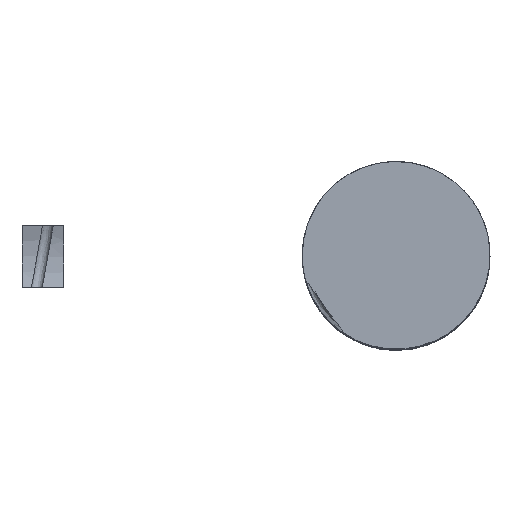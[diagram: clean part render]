
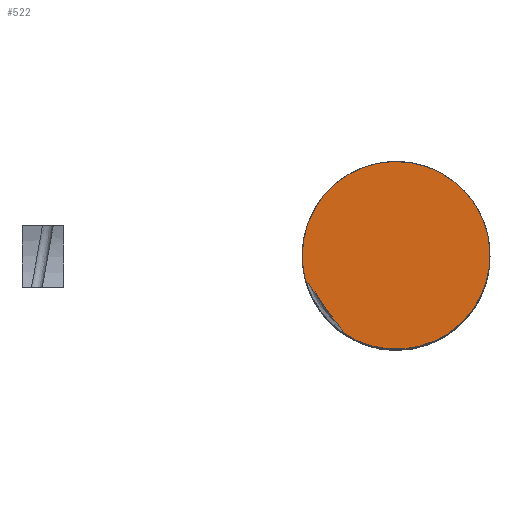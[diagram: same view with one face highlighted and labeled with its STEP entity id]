
A CAD part, top view. The second image highlights one B-rep face of the part: STEP entity #522.
In plain terms, the highlighted planar face has unit normal (0, 0, 1).
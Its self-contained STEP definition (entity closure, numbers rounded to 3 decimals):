
#29=PLANE('',#582);
#58=FACE_OUTER_BOUND('',#90,.T.);
#90=EDGE_LOOP('',(#446,#447,#448));
#104=CIRCLE('',#558,45.15);
#114=CIRCLE('',#580,45.15);
#134=B_SPLINE_CURVE_WITH_KNOTS('',3,(#1833,#1834,#1835,#1836,#1837,#1838,
#1839,#1840,#1841,#1842,#1843,#1844,#1845,#1846,#1847,#1848,#1849,#1850,
#1851,#1852,#1853,#1854,#1855,#1856,#1857,#1858),.UNSPECIFIED.,.F.,.F.,
(4,2,2,2,2,2,2,2,2,2,2,2,4),(0.602,0.609,0.631,
0.664,0.729,0.894,1.297,
1.724,2.041,2.173,2.216,2.245,
2.246),.UNSPECIFIED.);
#231=VERTEX_POINT('',#1186);
#233=VERTEX_POINT('',#1189);
#235=VERTEX_POINT('',#1832);
#289=EDGE_CURVE('',#233,#231,#104,.T.);
#296=EDGE_CURVE('',#235,#233,#134,.T.);
#314=EDGE_CURVE('',#231,#235,#114,.T.);
#446=ORIENTED_EDGE('',*,*,#296,.T.);
#447=ORIENTED_EDGE('',*,*,#289,.T.);
#448=ORIENTED_EDGE('',*,*,#314,.T.);
#522=ADVANCED_FACE('',(#58),#29,.T.);
#558=AXIS2_PLACEMENT_3D('',#1190,#629,#630);
#580=AXIS2_PLACEMENT_3D('',#1943,#681,#682);
#582=AXIS2_PLACEMENT_3D('',#1945,#685,#686);
#629=DIRECTION('center_axis',(0.,0.,1.));
#630=DIRECTION('ref_axis',(1.,0.,0.));
#681=DIRECTION('center_axis',(0.,0.,1.));
#682=DIRECTION('ref_axis',(1.,0.,0.));
#685=DIRECTION('center_axis',(0.,0.,1.));
#686=DIRECTION('ref_axis',(-1.,0.,0.));
#1186=CARTESIAN_POINT('',(-45.15,0.,350.));
#1189=CARTESIAN_POINT('',(-26.077,-36.858,350.));
#1190=CARTESIAN_POINT('Origin',(0.,0.,350.));
#1832=CARTESIAN_POINT('',(-43.11,-13.412,350.));
#1833=CARTESIAN_POINT('Ctrl Pts',(-43.112,-13.411,350.));
#1834=CARTESIAN_POINT('Ctrl Pts',(-43.093,-13.406,350.));
#1835=CARTESIAN_POINT('Ctrl Pts',(-43.074,-13.401,350.));
#1836=CARTESIAN_POINT('Ctrl Pts',(-42.991,-13.386,350.));
#1837=CARTESIAN_POINT('Ctrl Pts',(-42.927,-13.389,350.));
#1838=CARTESIAN_POINT('Ctrl Pts',(-42.769,-13.417,350.));
#1839=CARTESIAN_POINT('Ctrl Pts',(-42.677,-13.455,350.));
#1840=CARTESIAN_POINT('Ctrl Pts',(-42.424,-13.591,350.));
#1841=CARTESIAN_POINT('Ctrl Pts',(-42.253,-13.73,350.));
#1842=CARTESIAN_POINT('Ctrl Pts',(-41.69,-14.266,350.));
#1843=CARTESIAN_POINT('Ctrl Pts',(-41.235,-14.853,350.));
#1844=CARTESIAN_POINT('Ctrl Pts',(-39.492,-17.357,350.));
#1845=CARTESIAN_POINT('Ctrl Pts',(-37.925,-20.012,350.));
#1846=CARTESIAN_POINT('Ctrl Pts',(-33.216,-26.784,350.));
#1847=CARTESIAN_POINT('Ctrl Pts',(-31.04,-29.43,350.));
#1848=CARTESIAN_POINT('Ctrl Pts',(-28.052,-33.074,350.));
#1849=CARTESIAN_POINT('Ctrl Pts',(-27.017,-34.344,350.));
#1850=CARTESIAN_POINT('Ctrl Pts',(-26.213,-35.699,350.));
#1851=CARTESIAN_POINT('Ctrl Pts',(-26.043,-36.068,350.));
#1852=CARTESIAN_POINT('Ctrl Pts',(-25.981,-36.467,350.));
#1853=CARTESIAN_POINT('Ctrl Pts',(-25.977,-36.571,350.));
#1854=CARTESIAN_POINT('Ctrl Pts',(-26.011,-36.735,350.));
#1855=CARTESIAN_POINT('Ctrl Pts',(-26.035,-36.796,350.));
#1856=CARTESIAN_POINT('Ctrl Pts',(-26.074,-36.854,350.));
#1857=CARTESIAN_POINT('Ctrl Pts',(-26.076,-36.856,350.));
#1858=CARTESIAN_POINT('Ctrl Pts',(-26.077,-36.858,350.));
#1943=CARTESIAN_POINT('Origin',(0.,0.,350.));
#1945=CARTESIAN_POINT('Origin',(14.247,-0.983,350.));
